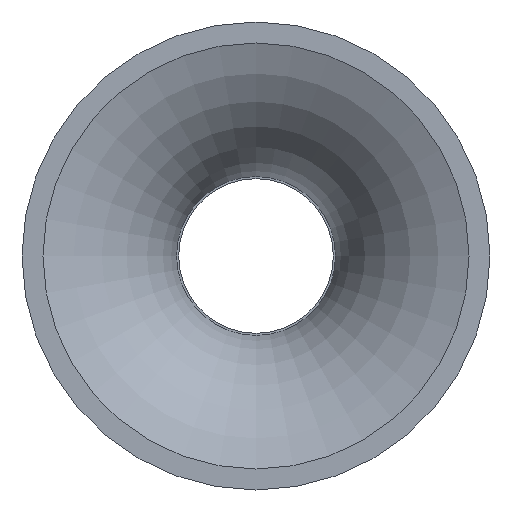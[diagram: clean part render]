
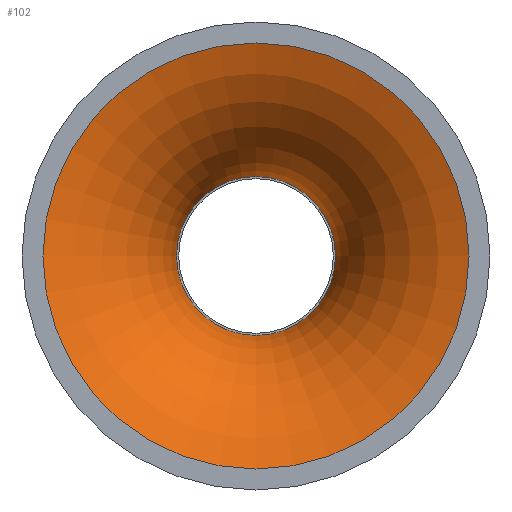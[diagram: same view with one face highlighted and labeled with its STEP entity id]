
A CAD part, left-side view. The second image highlights one B-rep face of the part: STEP entity #102.
In plain terms, the highlighted toroidal (fillet/blend) face has major radius 50.829 mm and minor radius 36.129 mm.
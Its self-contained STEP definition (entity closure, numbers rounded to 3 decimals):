
#10=CYLINDRICAL_SURFACE('',#14,40.656);
#11=CARTESIAN_POINT('',(3.39,-46.09,50.055));
#12=DIRECTION('',(-1.,0.,0.));
#13=DIRECTION('',(0.,0.,40.656));
#14=AXIS2_PLACEMENT_3D('',#11,#12,#13);
#24=TOROIDAL_SURFACE('',#27,50.829,36.129);
#25=CARTESIAN_POINT('',(65.554,-46.09,50.055));
#26=DIRECTION('',(-1.,0.,0.));
#27=AXIS2_PLACEMENT_3D('',#25,#26,$);
#28=CIRCLE('',#29,40.656);
#29=AXIS2_PLACEMENT_3D('',#30,#31,#32);
#30=CARTESIAN_POINT('',(30.887,-46.09,50.055));
#31=DIRECTION('',(-1.,0.,0.));
#32=DIRECTION('',(0.,0.,40.656));
#33=PLANE('',#36);
#34=CARTESIAN_POINT('',(59.702,-46.09,65.02));
#35=DIRECTION('',(1.,0.,0.));
#36=AXIS2_PLACEMENT_3D('',#34,#35,$);
#37=CIRCLE('',#38,15.177);
#38=AXIS2_PLACEMENT_3D('',#39,#40,#41);
#39=CARTESIAN_POINT('',(59.702,-46.09,50.055));
#40=DIRECTION('',(-1.,0.,0.));
#41=DIRECTION('',(0.,0.,15.177));
#98=EDGE_CURVE('',#100,#100,#99,.T.);
#99=INTERSECTION_CURVE('',#28,(#10,#24),.CURVE_3D.);
#100=VERTEX_POINT('',#101);
#101=CARTESIAN_POINT('',(30.887,-46.09,90.711));
#102=ADVANCED_FACE('',(#103,#106),#24,.T.);
#103=FACE_BOUND('',#104,.T.);
#104=EDGE_LOOP('',(#105));
#105=ORIENTED_EDGE('',*,*,#98,.T.);
#106=FACE_BOUND('',#107,.T.);
#107=EDGE_LOOP('',(#108));
#108=ORIENTED_EDGE('',*,*,#109,.F.);
#109=EDGE_CURVE('',#111,#111,#110,.T.);
#110=INTERSECTION_CURVE('',#37,(#24,#33),.CURVE_3D.);
#111=VERTEX_POINT('',#112);
#112=CARTESIAN_POINT('',(59.702,-46.09,65.232));
